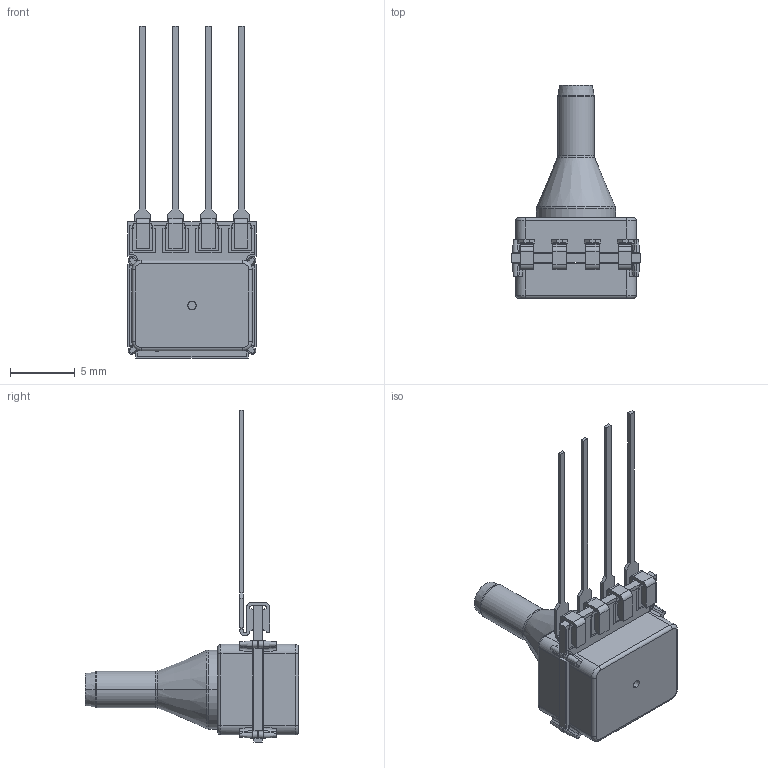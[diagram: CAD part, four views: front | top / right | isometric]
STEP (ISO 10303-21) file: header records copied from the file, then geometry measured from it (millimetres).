
FILE_DESCRIPTION (( 'STEP AP203' ), '1' );
FILE_NAME ('HKNF.STEP', '2020-01-31T18:25:44', ( '' ), ( '' ), 'SwSTEP 2.0', 'SolidWorks 2010', '' );
FILE_SCHEMA (( 'CONFIG_CONTROL_DESIGN' ));
Length unit declared in the file: inch
Products named in the file (5): AS01-01-044 Rev A; HKNF; ceramic-SIP; AS01-06-022 SIL for ELV; AS01-01-047 Rev A
Assembly tree (7 placements, depth 2):
  HKNF
    AS01-06-022 SIL for ELV  x4
    AS01-01-047 Rev A
    ceramic-SIP
    AS01-01-044 Rev A
Bounding box: 9.9 x 16.44 x 25.62 mm (x, y, z)
Volume: 397 mm3; surface area: 1460.9 mm2
Topology: 15 solids, 15 shells, 575 faces, 1504 edges, 976 vertices
Faces by surface type: plane 341, cylinder 148, torus 38, cone 32, bspline 16
Entity records: 14672 total; most frequent: CARTESIAN_POINT 2981, DIRECTION 2343, ORIENTED_EDGE 2306, EDGE_CURVE 1153, AXIS2_PLACEMENT_3D 808, VERTEX_POINT 742, LINE 727, VECTOR 727
